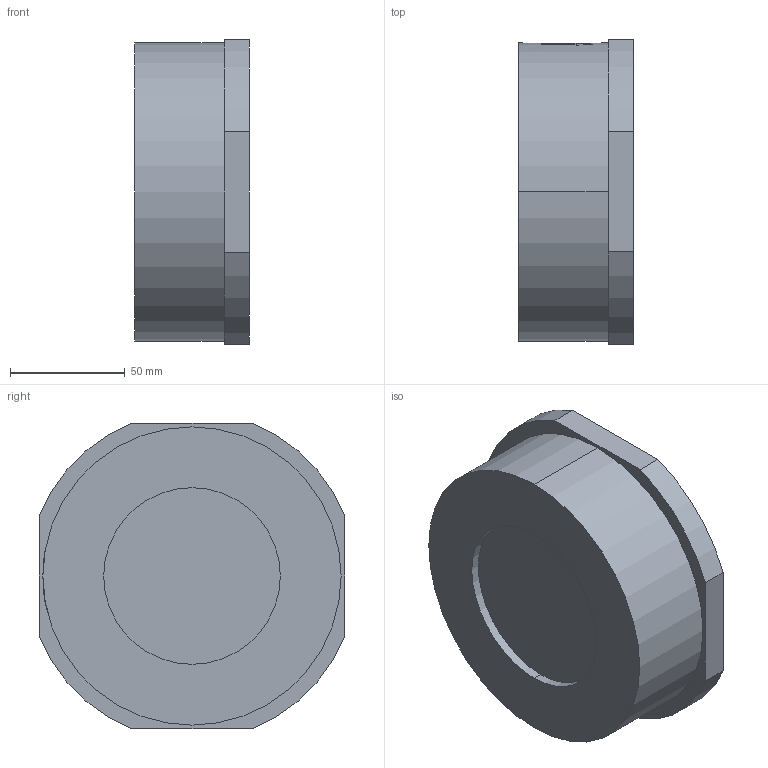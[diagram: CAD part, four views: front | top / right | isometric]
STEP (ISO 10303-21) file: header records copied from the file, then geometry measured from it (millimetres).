
FILE_DESCRIPTION (( 'STEP AP214' ), '1' );
FILE_NAME ('930-080.STEP', '2012-06-26T09:02:14', ( 'rals' ), ( 'Hewlett-Packard Company' ), 'SwSTEP 2.0', 'SolidWorks 2011', '' );
FILE_SCHEMA (( 'AUTOMOTIVE_DESIGN' ));
Length unit declared in the file: millimetre
Products named in the file (1): 930-080
Bounding box: 50 x 133 x 133 mm (x, y, z)
Volume: 659593.5 mm3; surface area: 52834.9 mm2
Topology: 1 solids, 1 shells, 99 faces, 255 edges, 170 vertices
Faces by surface type: bspline 51, plane 29, cylinder 19
Entity records: 11215 total; most frequent: CARTESIAN_POINT 9196, ORIENTED_EDGE 510, EDGE_CURVE 255, DIRECTION 234, VERTEX_POINT 170, B_SPLINE_CURVE_WITH_KNOTS 167, EDGE_LOOP 111, FACE_OUTER_BOUND 99
